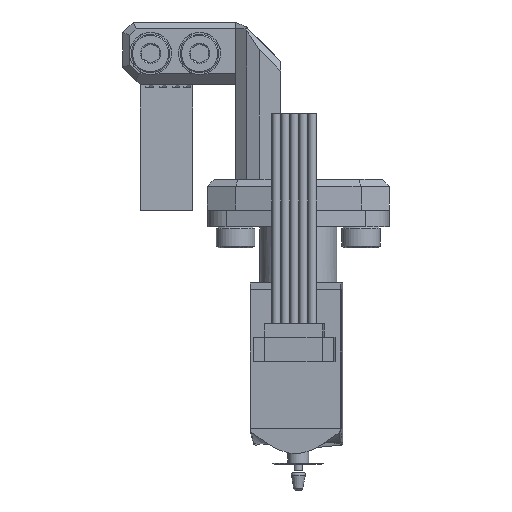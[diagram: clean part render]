
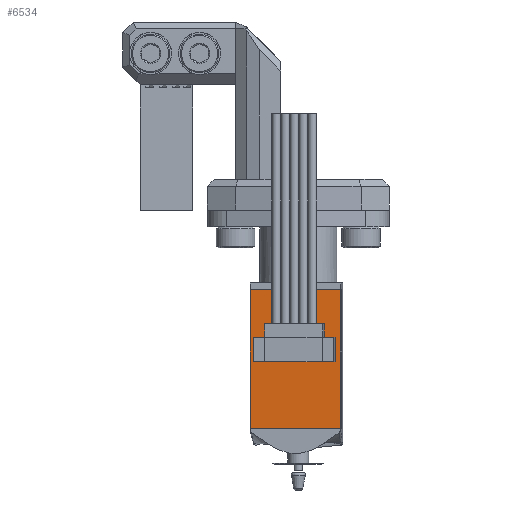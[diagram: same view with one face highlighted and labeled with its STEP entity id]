
A CAD part, front view. The second image highlights one B-rep face of the part: STEP entity #6534.
In plain terms, the highlighted face is planar.
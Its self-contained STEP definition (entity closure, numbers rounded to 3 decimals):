
#90=FACE_BOUND('',#1104,.T.);
#214=PLANE('',#7043);
#706=FACE_OUTER_BOUND('',#1103,.T.);
#1103=EDGE_LOOP('',(#4841,#4842,#4843,#4844));
#1104=EDGE_LOOP('',(#4845,#4846,#4847,#4848,#4849,#4850,#4851,#4852));
#1640=LINE('',#12665,#2180);
#1644=LINE('',#12674,#2184);
#1649=LINE('',#12682,#2189);
#1652=LINE('',#12686,#2192);
#1717=LINE('',#15986,#2257);
#1718=LINE('',#15988,#2258);
#1719=LINE('',#15990,#2259);
#1720=LINE('',#15992,#2260);
#1721=LINE('',#15994,#2261);
#1722=LINE('',#15996,#2262);
#1723=LINE('',#15998,#2263);
#1724=LINE('',#15999,#2264);
#2180=VECTOR('',#7519,1000.);
#2184=VECTOR('',#7525,1000.);
#2189=VECTOR('',#7532,1000.);
#2192=VECTOR('',#7537,1000.);
#2257=VECTOR('',#7858,1000.);
#2258=VECTOR('',#7859,1000.);
#2259=VECTOR('',#7860,1000.);
#2260=VECTOR('',#7861,1000.);
#2261=VECTOR('',#7862,1000.);
#2262=VECTOR('',#7863,1000.);
#2263=VECTOR('',#7864,1000.);
#2264=VECTOR('',#7865,1000.);
#2765=VERTEX_POINT('',#12663);
#2766=VERTEX_POINT('',#12664);
#2769=VERTEX_POINT('',#12672);
#2770=VERTEX_POINT('',#12673);
#2864=VERTEX_POINT('',#15984);
#2865=VERTEX_POINT('',#15985);
#2866=VERTEX_POINT('',#15987);
#2867=VERTEX_POINT('',#15989);
#2868=VERTEX_POINT('',#15991);
#2869=VERTEX_POINT('',#15993);
#2870=VERTEX_POINT('',#15995);
#2871=VERTEX_POINT('',#15997);
#3403=EDGE_CURVE('',#2765,#2766,#1640,.T.);
#3407=EDGE_CURVE('',#2769,#2770,#1644,.T.);
#3412=EDGE_CURVE('',#2769,#2766,#1649,.T.);
#3415=EDGE_CURVE('',#2770,#2765,#1652,.T.);
#3587=EDGE_CURVE('',#2864,#2865,#1717,.T.);
#3588=EDGE_CURVE('',#2866,#2864,#1718,.T.);
#3589=EDGE_CURVE('',#2866,#2867,#1719,.T.);
#3590=EDGE_CURVE('',#2867,#2868,#1720,.T.);
#3591=EDGE_CURVE('',#2868,#2869,#1721,.T.);
#3592=EDGE_CURVE('',#2869,#2870,#1722,.T.);
#3593=EDGE_CURVE('',#2870,#2871,#1723,.T.);
#3594=EDGE_CURVE('',#2871,#2865,#1724,.T.);
#4841=ORIENTED_EDGE('',*,*,#3412,.F.);
#4842=ORIENTED_EDGE('',*,*,#3407,.T.);
#4843=ORIENTED_EDGE('',*,*,#3415,.T.);
#4844=ORIENTED_EDGE('',*,*,#3403,.T.);
#4845=ORIENTED_EDGE('',*,*,#3587,.F.);
#4846=ORIENTED_EDGE('',*,*,#3588,.F.);
#4847=ORIENTED_EDGE('',*,*,#3589,.T.);
#4848=ORIENTED_EDGE('',*,*,#3590,.T.);
#4849=ORIENTED_EDGE('',*,*,#3591,.T.);
#4850=ORIENTED_EDGE('',*,*,#3592,.T.);
#4851=ORIENTED_EDGE('',*,*,#3593,.T.);
#4852=ORIENTED_EDGE('',*,*,#3594,.T.);
#6534=ADVANCED_FACE('',(#706,#90),#214,.T.);
#7043=AXIS2_PLACEMENT_3D('',#15983,#7856,#7857);
#7519=DIRECTION('',(0.,0.,1.));
#7525=DIRECTION('',(0.,0.,-1.));
#7532=DIRECTION('',(-0.99,0.139,0.));
#7537=DIRECTION('',(-0.99,0.139,0.));
#7856=DIRECTION('center_axis',(0.139,0.99,0.));
#7857=DIRECTION('ref_axis',(-0.99,0.139,0.));
#7858=DIRECTION('',(-0.99,0.139,0.));
#7859=DIRECTION('',(0.,0.,-1.));
#7860=DIRECTION('',(-0.99,0.139,0.));
#7861=DIRECTION('',(0.,0.,1.));
#7862=DIRECTION('',(-0.99,0.139,0.));
#7863=DIRECTION('',(0.,0.,-1.));
#7864=DIRECTION('',(-0.99,0.139,0.));
#7865=DIRECTION('',(0.,0.,-1.));
#12663=CARTESIAN_POINT('',(-3.04,9.287,-31.15));
#12664=CARTESIAN_POINT('',(-3.04,9.287,-11.4));
#12665=CARTESIAN_POINT('',(-3.04,9.287,-15.838));
#12672=CARTESIAN_POINT('',(9.765,7.488,-11.4));
#12673=CARTESIAN_POINT('',(9.765,7.488,-31.15));
#12674=CARTESIAN_POINT('',(9.765,7.488,-15.838));
#12682=CARTESIAN_POINT('',(3.362,8.388,-11.4));
#12686=CARTESIAN_POINT('',(3.362,8.388,-31.15));
#15983=CARTESIAN_POINT('Origin',(3.37,8.387,-23.54));
#15984=CARTESIAN_POINT('',(9.056,7.587,-21.7));
#15985=CARTESIAN_POINT('',(-2.332,9.188,-21.7));
#15986=CARTESIAN_POINT('',(9.056,7.587,-21.7));
#15987=CARTESIAN_POINT('',(9.056,7.587,-18.2));
#15988=CARTESIAN_POINT('',(9.056,7.587,-18.2));
#15989=CARTESIAN_POINT('',(7.472,7.81,-18.2));
#15990=CARTESIAN_POINT('',(-0.747,8.965,-18.2));
#15991=CARTESIAN_POINT('',(7.472,7.81,-16.2));
#15992=CARTESIAN_POINT('',(7.472,7.81,-18.2));
#15993=CARTESIAN_POINT('',(-0.747,8.965,-16.2));
#15994=CARTESIAN_POINT('',(7.472,7.81,-16.2));
#15995=CARTESIAN_POINT('',(-0.747,8.965,-18.2));
#15996=CARTESIAN_POINT('',(-0.747,8.965,-16.2));
#15997=CARTESIAN_POINT('',(-2.332,9.188,-18.2));
#15998=CARTESIAN_POINT('',(-0.747,8.965,-18.2));
#15999=CARTESIAN_POINT('',(-2.332,9.188,-18.2));
